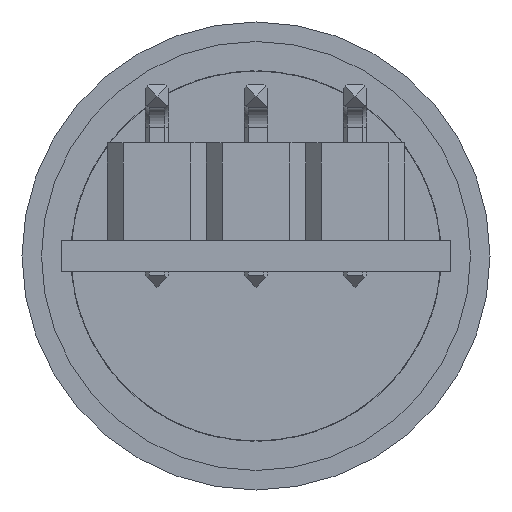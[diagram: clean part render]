
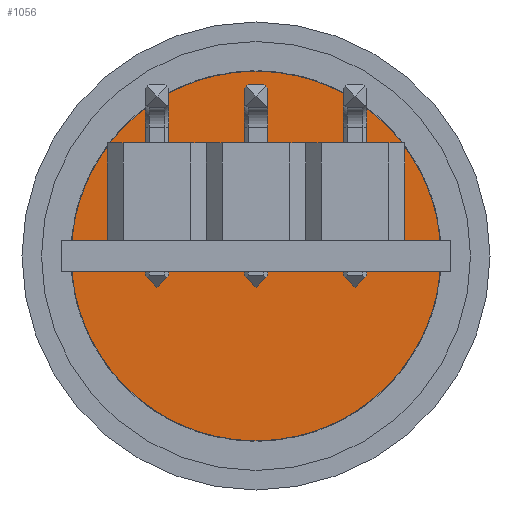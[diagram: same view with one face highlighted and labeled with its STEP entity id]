
A CAD part, front view. The second image highlights one B-rep face of the part: STEP entity #1056.
In plain terms, the highlighted planar face has unit normal (0, -1, 0).
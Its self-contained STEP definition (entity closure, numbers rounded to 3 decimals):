
#153 = DIRECTION ( 'NONE',  ( 1., 0., 0. ) ) ;
#344 = EDGE_LOOP ( 'NONE', ( #1998, #3427 ) ) ;
#727 = EDGE_CURVE ( 'NONE', #2903, #2526, #3687, .T. ) ;
#813 = AXIS2_PLACEMENT_3D ( 'NONE', #5485, #3477, #3537 ) ;
#1056 = ADVANCED_FACE ( 'NONE', ( #6366 ), #2388, .T. ) ;
#1422 = CIRCLE ( 'NONE', #813, 4.75 ) ;
#1987 = DIRECTION ( 'NONE',  ( 1., 0., 0. ) ) ;
#1998 = ORIENTED_EDGE ( 'NONE', *, *, #727, .T. ) ;
#2388 = PLANE ( 'NONE',  #3847 ) ;
#2526 = VERTEX_POINT ( 'NONE', #6256 ) ;
#2747 = DIRECTION ( 'NONE',  ( 0., -1., 0. ) ) ;
#2903 = VERTEX_POINT ( 'NONE', #3684 ) ;
#3427 = ORIENTED_EDGE ( 'NONE', *, *, #5289, .T. ) ;
#3477 = DIRECTION ( 'NONE',  ( 0., -1., 0. ) ) ;
#3537 = DIRECTION ( 'NONE',  ( 1., 0., 0. ) ) ;
#3684 = CARTESIAN_POINT ( 'NONE',  ( 4.75, 4.1, 0. ) ) ;
#3687 = CIRCLE ( 'NONE', #5136, 4.75 ) ;
#3827 = CARTESIAN_POINT ( 'NONE',  ( 0., 4.1, 0. ) ) ;
#3847 = AXIS2_PLACEMENT_3D ( 'NONE', #3827, #5315, #1987 ) ;
#5136 = AXIS2_PLACEMENT_3D ( 'NONE', #5588, #2747, #153 ) ;
#5289 = EDGE_CURVE ( 'NONE', #2526, #2903, #1422, .T. ) ;
#5315 = DIRECTION ( 'NONE',  ( 0., -1., 0. ) ) ;
#5485 = CARTESIAN_POINT ( 'NONE',  ( 0., 4.1, 0. ) ) ;
#5588 = CARTESIAN_POINT ( 'NONE',  ( 0., 4.1, 0. ) ) ;
#6256 = CARTESIAN_POINT ( 'NONE',  ( -4.75, 4.1, 0. ) ) ;
#6366 = FACE_OUTER_BOUND ( 'NONE', #344, .T. ) ;
